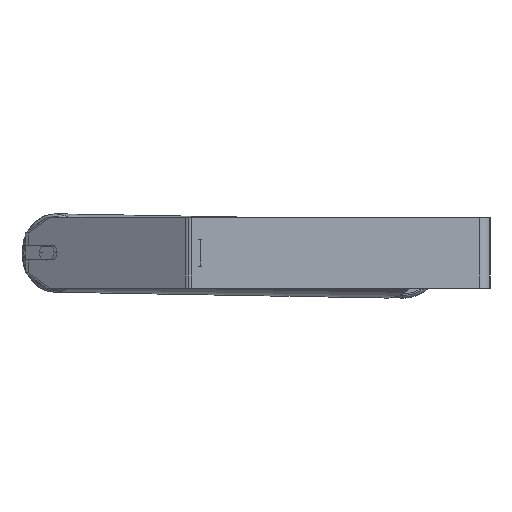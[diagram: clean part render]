
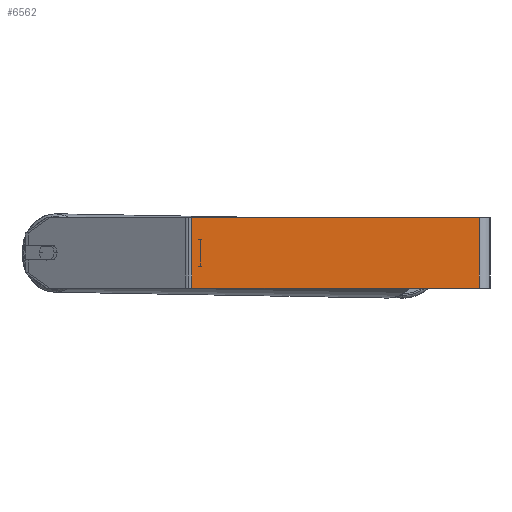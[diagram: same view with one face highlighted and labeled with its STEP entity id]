
A CAD part, left-side view. The second image highlights one B-rep face of the part: STEP entity #6562.
In plain terms, the highlighted planar face has unit normal (-1, 0, 0).
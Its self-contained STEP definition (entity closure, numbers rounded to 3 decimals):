
#26 = LINE ( 'NONE', #7405, #5996 ) ;
#306 = CARTESIAN_POINT ( 'NONE',  ( -1045., 342.219, 40. ) ) ;
#333 = DIRECTION ( 'NONE',  ( 0., -1., 0. ) ) ;
#415 = EDGE_CURVE ( 'NONE', #6215, #1082, #26, .T. ) ;
#503 = ORIENTED_EDGE ( 'NONE', *, *, #2455, .F. ) ;
#1082 = VERTEX_POINT ( 'NONE', #2038 ) ;
#1830 = EDGE_CURVE ( 'NONE', #7473, #2304, #2217, .T. ) ;
#1831 = AXIS2_PLACEMENT_3D ( 'NONE', #306, #3582, #8358 ) ;
#1835 = LINE ( 'NONE', #3182, #2392 ) ;
#2038 = CARTESIAN_POINT ( 'NONE',  ( -1045., 12., 40. ) ) ;
#2217 = LINE ( 'NONE', #4949, #3589 ) ;
#2304 = VERTEX_POINT ( 'NONE', #5066 ) ;
#2392 = VECTOR ( 'NONE', #5849, 1000. ) ;
#2455 = EDGE_CURVE ( 'NONE', #1082, #2304, #3776, .T. ) ;
#2496 = VECTOR ( 'NONE', #7832, 1000. ) ;
#2732 = DIRECTION ( 'NONE',  ( 0., -1., 0. ) ) ;
#3182 = CARTESIAN_POINT ( 'NONE',  ( -1045., 338.436, 40. ) ) ;
#3199 = ORIENTED_EDGE ( 'NONE', *, *, #6667, .T. ) ;
#3582 = DIRECTION ( 'NONE',  ( 1., 0., 0. ) ) ;
#3589 = VECTOR ( 'NONE', #333, 1000. ) ;
#3776 = LINE ( 'NONE', #7159, #2496 ) ;
#4925 = FACE_OUTER_BOUND ( 'NONE', #6970, .T. ) ;
#4949 = CARTESIAN_POINT ( 'NONE',  ( -1045., 342.219, -40. ) ) ;
#5005 = PLANE ( 'NONE',  #1831 ) ;
#5066 = CARTESIAN_POINT ( 'NONE',  ( -1045., 12., -40. ) ) ;
#5849 = DIRECTION ( 'NONE',  ( 0., 0., -1. ) ) ;
#5990 = CARTESIAN_POINT ( 'NONE',  ( -1045., 338.436, -40. ) ) ;
#5996 = VECTOR ( 'NONE', #2732, 1000. ) ;
#6215 = VERTEX_POINT ( 'NONE', #6529 ) ;
#6529 = CARTESIAN_POINT ( 'NONE',  ( -1045., 338.436, 40. ) ) ;
#6562 = ADVANCED_FACE ( 'NONE', ( #4925 ), #5005, .F. ) ;
#6667 = EDGE_CURVE ( 'NONE', #6215, #7473, #1835, .T. ) ;
#6711 = ORIENTED_EDGE ( 'NONE', *, *, #1830, .T. ) ;
#6970 = EDGE_LOOP ( 'NONE', ( #6711, #503, #7680, #3199 ) ) ;
#7159 = CARTESIAN_POINT ( 'NONE',  ( -1045., 12., 40. ) ) ;
#7405 = CARTESIAN_POINT ( 'NONE',  ( -1045., 342.219, 40. ) ) ;
#7473 = VERTEX_POINT ( 'NONE', #5990 ) ;
#7680 = ORIENTED_EDGE ( 'NONE', *, *, #415, .F. ) ;
#7832 = DIRECTION ( 'NONE',  ( 0., 0., -1. ) ) ;
#8358 = DIRECTION ( 'NONE',  ( 0., 0., -1. ) ) ;
